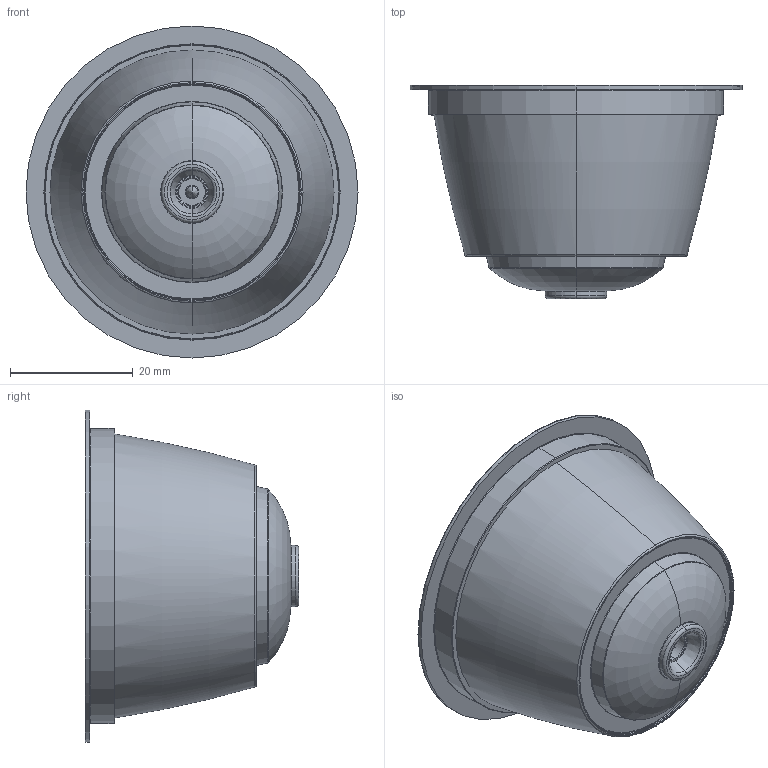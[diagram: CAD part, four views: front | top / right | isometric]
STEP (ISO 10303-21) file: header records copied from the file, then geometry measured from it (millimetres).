
FILE_DESCRIPTION (( 'STEP AP214' ), '1' );
FILE_NAME ('Dolce Gusto capsule.STEP', '2022-03-10T11:41:57', ( '' ), ( '' ), 'SwSTEP 2.0', 'SolidWorks 2021', '' );
FILE_SCHEMA (( 'AUTOMOTIVE_DESIGN' ));
Length unit declared in the file: millimetre
Products named in the file (1): Dolce Gusto capsule
Bounding box: 54 x 34.7 x 54 mm (x, y, z)
Volume: 3602 mm3; surface area: 15986.2 mm2
Topology: 2 solids, 2 shells, 709 faces, 1895 edges, 1242 vertices
Faces by surface type: plane 359, bspline 235, torus 52, cylinder 51, cone 12
Entity records: 34073 total; most frequent: CARTESIAN_POINT 11038, ORIENTED_EDGE 3782, DIRECTION 2591, EDGE_CURVE 1891, VERTEX_POINT 1242, VECTOR 1201, LINE 1201, EDGE_LOOP 765
